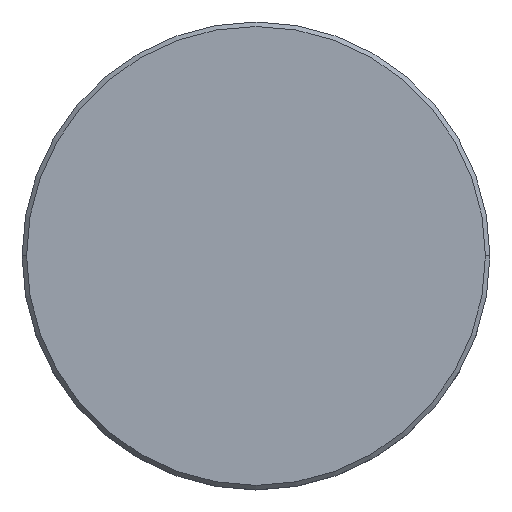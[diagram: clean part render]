
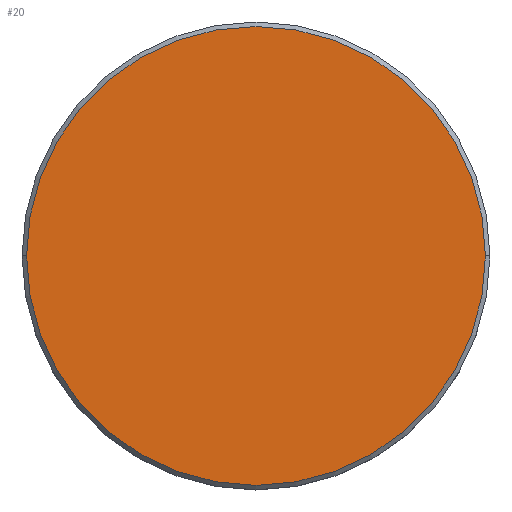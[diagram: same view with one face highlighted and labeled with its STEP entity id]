
A CAD part, top view. The second image highlights one B-rep face of the part: STEP entity #20.
In plain terms, the highlighted planar face has unit normal (0, 0, 1).
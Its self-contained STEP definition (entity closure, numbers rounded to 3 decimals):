
#18 = DIRECTION ( 'NONE',  ( 1., 0., 0. ) ) ;
#20 = ADVANCED_FACE ( 'NONE', ( #21 ), #295, .T. ) ;
#21 = FACE_OUTER_BOUND ( 'NONE', #350, .T. ) ;
#110 = DIRECTION ( 'NONE',  ( 1., 0., 0. ) ) ;
#240 = AXIS2_PLACEMENT_3D ( 'NONE', #675, #1033, #110 ) ;
#260 = DIRECTION ( 'NONE',  ( 0., 0., 1. ) ) ;
#295 = PLANE ( 'NONE',  #683 ) ;
#298 = DIRECTION ( 'NONE',  ( 0., 0., 1. ) ) ;
#350 = EDGE_LOOP ( 'NONE', ( #914, #681 ) ) ;
#424 = DIRECTION ( 'NONE',  ( 1., 0., 0. ) ) ;
#430 = VERTEX_POINT ( 'NONE', #471 ) ;
#471 = CARTESIAN_POINT ( 'NONE',  ( 25.5, 0., 0. ) ) ;
#657 = CARTESIAN_POINT ( 'NONE',  ( 0., 0., 0. ) ) ;
#669 = AXIS2_PLACEMENT_3D ( 'NONE', #992, #260, #424 ) ;
#675 = CARTESIAN_POINT ( 'NONE',  ( 0., 0., 0. ) ) ;
#681 = ORIENTED_EDGE ( 'NONE', *, *, #788, .T. ) ;
#683 = AXIS2_PLACEMENT_3D ( 'NONE', #657, #298, #18 ) ;
#718 = CARTESIAN_POINT ( 'NONE',  ( -25.5, 0., 0. ) ) ;
#719 = VERTEX_POINT ( 'NONE', #718 ) ;
#756 = CIRCLE ( 'NONE', #240, 25.5 ) ;
#788 = EDGE_CURVE ( 'NONE', #430, #719, #1179, .T. ) ;
#914 = ORIENTED_EDGE ( 'NONE', *, *, #1089, .T. ) ;
#992 = CARTESIAN_POINT ( 'NONE',  ( 0., 0., 0. ) ) ;
#1033 = DIRECTION ( 'NONE',  ( 0., 0., 1. ) ) ;
#1089 = EDGE_CURVE ( 'NONE', #719, #430, #756, .T. ) ;
#1179 = CIRCLE ( 'NONE', #669, 25.5 ) ;
